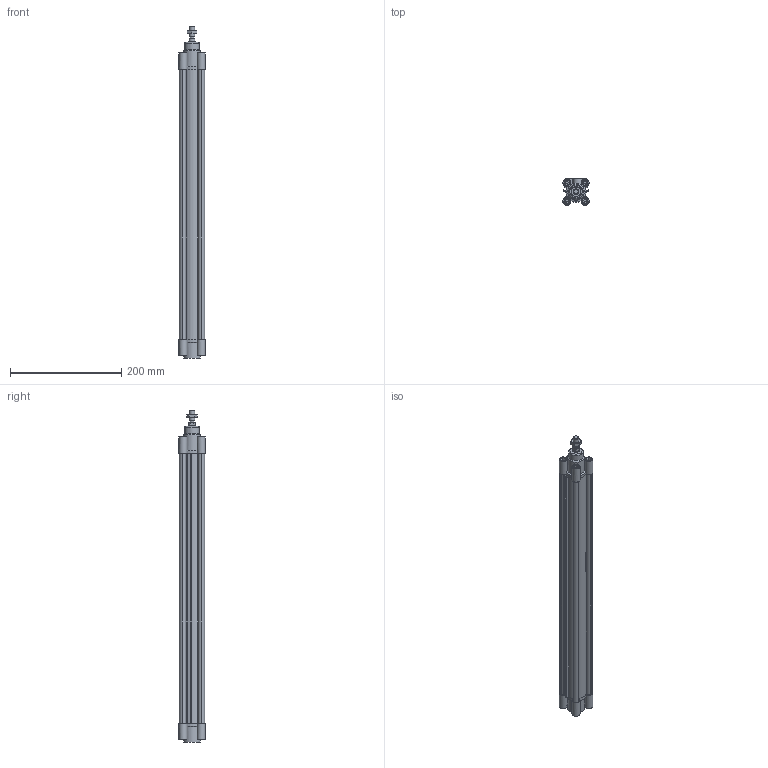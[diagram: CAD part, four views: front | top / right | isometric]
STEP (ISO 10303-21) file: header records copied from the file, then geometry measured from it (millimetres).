
FILE_DESCRIPTION((''),'2;1');
FILE_NAME('139#_32_0450_01.iam.stp','2012-01-28T09:17:35',(''),(''),'Autodesk Inventor 2012','Autodesk Inventor 2012','');
FILE_SCHEMA(('AUTOMOTIVE_DESIGN { 1 0 10303 214 1 1 1 1 }'));
Length unit declared in the file: millimetre
Products named in the file (6): 139#_32_0450_01; CPL032_004-450; CPL032-001-01; CPL032-002-01; CPL_32_0450; 1320_32_18F
Assembly tree (5 placements, depth 2):
  139#_32_0450_01
    CPL032_004-450
    CPL032-001-01
    CPL032-002-01
    CPL_32_0450
    1320_32_18F
Bounding box: 47 x 47 x 596.5 mm (x, y, z)
Volume: 454268.4 mm3; surface area: 284600.9 mm2
Topology: 5 solids, 5 shells, 316 faces, 788 edges, 522 vertices
Faces by surface type: plane 200, cylinder 91, cone 24, torus 1
Full cylindrical faces by diameter (mm): 5 x8, 5.5 x4, 8 x2, 8.75 x1, 8.8 x1, 9.8 x2, 10 x9, 10.5 x8, 11.5 x1, 12 x2, 26 x1, 30 x2, 32 x4
Entity records: 9418 total; most frequent: CARTESIAN_POINT 1763, DIRECTION 1538, ORIENTED_EDGE 1442, EDGE_CURVE 721, AXIS2_PLACEMENT_3D 544, VERTEX_POINT 507, VECTOR 450, LINE 450
